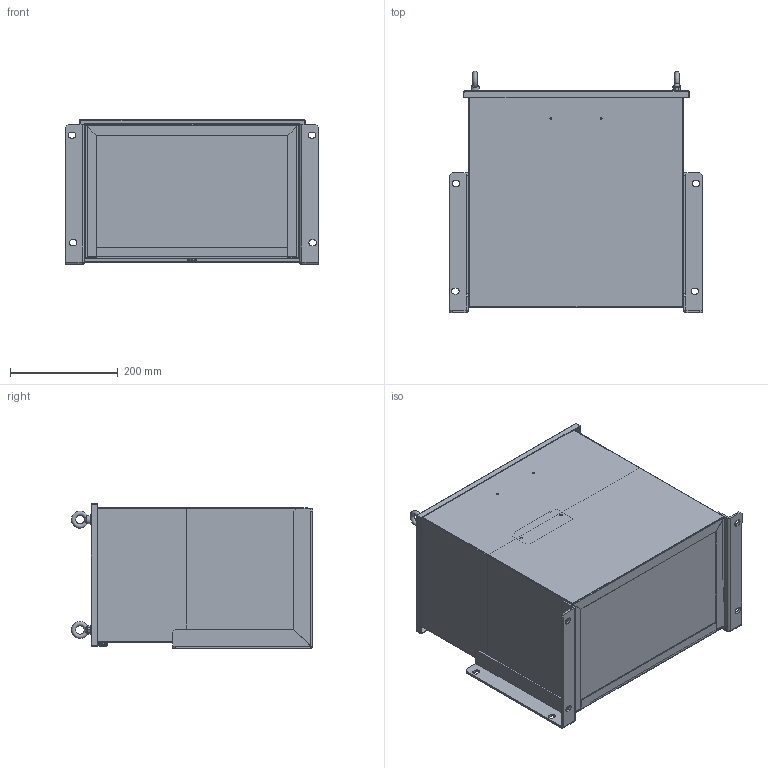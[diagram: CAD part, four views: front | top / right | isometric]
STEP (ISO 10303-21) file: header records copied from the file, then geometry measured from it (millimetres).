
FILE_DESCRIPTION (( 'STEP AP214' ), '1' );
FILE_NAME ('130B2843.STEP', '2015-02-26T14:52:36', ( 'EDV' ), ( 'Microsoft' ), 'SwSTEP 2.0', 'SolidWorks 2014', '' );
FILE_SCHEMA (( 'AUTOMOTIVE_DESIGN' ));
Length unit declared in the file: millimetre
Products named in the file (22): +1029-0014; RK95; M6DIN582; BG30Winkelre; Baugruppe mit RK50-Klemmen; TS35x160_Bohrungen D4,5x100; Klemmenhaltewinkel; Schirmblech -105A; plain washer large_din_Washer DIN 9021 - 6.4; Deckel BG 30-x IP54-105A; Rückwand BG 30-x IP54-105A; domed cap nut_din_DIN 1587 - M6 --NUC; Gehäuseschale BG 30-x IP54-105A; pan head cross recess screw_din_ISO 7045 - M6 x 12 - Z --- 12N; Bodenblech BG 30-x IP54-105A; curved spring lock washer_din_Spring washer DIN 128 - A6; plain washer grade a_din_Washer DIN 125 - A 6.4; 130B2843; pan head cross collar screw_din_DIN 967 - M4 x 25 - Z --- 23.6N; +1095-0157; 150217 Verguss B 1003008; Baugruppe BG 30-x IP54 -105A_mit RK95 Klemmen
Assembly tree (39 placements, depth 4):
  130B2843
    Baugruppe BG 30-x IP54 -105A_mit RK95 Klemmen
      Bodenblech BG 30-x IP54-105A
      Gehäuseschale BG 30-x IP54-105A
      Rückwand BG 30-x IP54-105A
      Deckel BG 30-x IP54-105A
      Schirmblech -105A
      Baugruppe mit RK50-Klemmen
        Klemmenhaltewinkel
        TS35x160_Bohrungen D4,5x100
      BG30Winkelre  x2
      M6DIN582  x2
      RK95  x6
      +1029-0014
    150217 Verguss B 1003008
    +1095-0157  x2
    pan head cross collar screw_din_DIN 967 - M4 x 25 - Z --- 23.6N  x4
    plain washer grade a_din_Washer DIN 125 - A 6.4  x4
    curved spring lock washer_din_Spring washer DIN 128 - A6  x2
    pan head cross recess screw_din_ISO 7045 - M6 x 12 - Z --- 12N  x2
    domed cap nut_din_DIN 1587 - M6 --NUC  x2
    plain washer large_din_Washer DIN 9021 - 6.4  x2
Bounding box: 470 x 448.09 x 268.6 mm (x, y, z)
Volume: 24312467.3 mm3; surface area: 2512811.3 mm2
Topology: 37 solids, 37 shells, 1145 faces, 2798 edges, 1760 vertices
Faces by surface type: plane 787, cylinder 240, cone 62, bspline 32, torus 16, sphere 8
Full cylindrical faces by diameter (mm): 3.3 x2, 4 x4, 4.2 x4, 4.5 x2, 5 x7, 5.5 x10, 6 x6, 6.06 x2, 6.4 x6, 6.95 x2, 7.1 x1, 7.15 x2, 7.6 x8, 8 x3, 8.5 x12, 9.5 x2, 10 x4, 11.464 x1, 12 x7, 13 x1, 15 x2, 18 x2, 63.3 x4
Entity records: 21339 total; most frequent: CARTESIAN_POINT 4913, DIRECTION 3157, ORIENTED_EDGE 3090, EDGE_CURVE 1545, AXIS2_PLACEMENT_3D 1106, VERTEX_POINT 992, LINE 945, VECTOR 945
